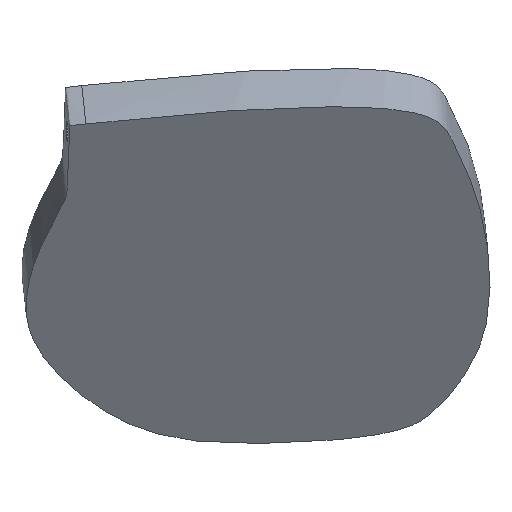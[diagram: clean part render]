
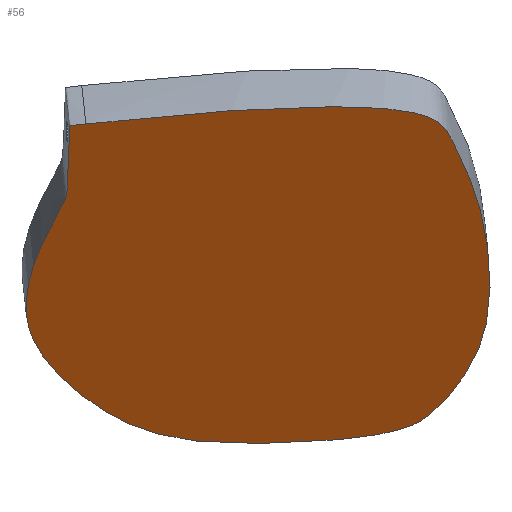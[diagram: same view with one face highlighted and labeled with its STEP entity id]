
A CAD part, left-side view. The second image highlights one B-rep face of the part: STEP entity #56.
In plain terms, the highlighted planar face has unit normal (-0.838, -0.043, -0.545).
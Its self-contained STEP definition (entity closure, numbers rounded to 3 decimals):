
#56=ADVANCED_FACE('',(#71),#72,.T.);
#71=FACE_OUTER_BOUND('',#437,.T.);
#72=PLANE('',#438);
#437=EDGE_LOOP('',(#473,#474));
#438=AXIS2_PLACEMENT_3D('',#475,#476,#477);
#473=ORIENTED_EDGE('',*,*,#487,.F.);
#474=ORIENTED_EDGE('',*,*,#495,.F.);
#475=CARTESIAN_POINT('',(1.272,-61.934,19.865));
#476=DIRECTION('',(-0.838,-0.043,-0.545));
#477=DIRECTION('',(0.,-0.997,0.078));
#487=EDGE_CURVE('',#502,#498,#504,.T.);
#495=EDGE_CURVE('',#498,#502,#517,.T.);
#498=VERTEX_POINT('',#520);
#502=VERTEX_POINT('',#570);
#504=B_SPLINE_CURVE_WITH_KNOTS('',3,(#573,#574,#575,#576,#577,#578,#579,#580,#581,#582,#583,#584,#585,#586,#587,#588,#589,#590,#591,#592,#593,#594,#595,#596,#597,#598,#599,#600,#601,#602,#603,#604,#605,#606,#607,#608,#609,#610,#611,#612,#613,#614,#615,#616,#617,#618),.UNSPECIFIED.,.F.,.F.,(4,3,3,3,3,3,3,3,3,3,3,3,3,3,3,4),(0.0,8.159,18.341,27.476,33.079,36.326,39.635,45.716,52.875,59.132,64.368,69.755,74.199,77.141,81.193,84.122),.UNSPECIFIED.);
#517=B_SPLINE_CURVE_WITH_KNOTS('',3,(#696,#697,#698,#699,#700,#701,#702,#703,#704,#705,#706,#707,#708,#709,#710,#711,#712,#713,#714,#715,#716,#717,#718,#719,#720,#721,#722,#723,#724,#725,#726,#727,#728,#729,#730,#731,#732,#733,#734,#735,#736,#737,#738,#739,#740,#741),.UNSPECIFIED.,.F.,.F.,(4,3,3,3,3,3,3,3,3,3,3,3,3,3,3,4),(84.122,87.05,94.484,100.336,105.3,110.427,115.955,120.612,124.856,130.155,135.389,137.911,140.508,144.52,146.301,148.167),.UNSPECIFIED.);
#520=CARTESIAN_POINT('',(24.796,-39.678,-18.052));
#570=CARTESIAN_POINT('',(2.77,-14.211,13.826));
#573=CARTESIAN_POINT('',(2.77,-14.211,13.826));
#574=CARTESIAN_POINT('',(2.746,-15.814,13.989));
#575=CARTESIAN_POINT('',(2.684,-19.002,14.333));
#576=CARTESIAN_POINT('',(2.654,-22.328,14.639));
#577=CARTESIAN_POINT('',(2.625,-25.653,14.945));
#578=CARTESIAN_POINT('',(2.628,-29.117,15.212));
#579=CARTESIAN_POINT('',(2.691,-32.481,15.378));
#580=CARTESIAN_POINT('',(2.754,-35.845,15.543));
#581=CARTESIAN_POINT('',(2.879,-39.109,15.608));
#582=CARTESIAN_POINT('',(3.049,-41.602,15.541));
#583=CARTESIAN_POINT('',(3.22,-44.094,15.474));
#584=CARTESIAN_POINT('',(3.436,-45.814,15.275));
#585=CARTESIAN_POINT('',(3.681,-47.122,15.));
#586=CARTESIAN_POINT('',(3.927,-48.43,14.725));
#587=CARTESIAN_POINT('',(4.201,-49.326,14.374));
#588=CARTESIAN_POINT('',(4.564,-49.955,13.865));
#589=CARTESIAN_POINT('',(4.927,-50.585,13.356));
#590=CARTESIAN_POINT('',(5.379,-50.946,12.689));
#591=CARTESIAN_POINT('',(6.176,-51.531,11.509));
#592=CARTESIAN_POINT('',(6.974,-52.116,10.329));
#593=CARTESIAN_POINT('',(8.116,-52.923,8.635));
#594=CARTESIAN_POINT('',(9.371,-53.544,6.754));
#595=CARTESIAN_POINT('',(10.625,-54.165,4.874));
#596=CARTESIAN_POINT('',(11.991,-54.599,2.807));
#597=CARTESIAN_POINT('',(13.247,-54.822,0.893));
#598=CARTESIAN_POINT('',(14.503,-55.045,-1.02));
#599=CARTESIAN_POINT('',(15.648,-55.058,-2.781));
#600=CARTESIAN_POINT('',(16.653,-54.923,-4.336));
#601=CARTESIAN_POINT('',(17.658,-54.788,-5.892));
#602=CARTESIAN_POINT('',(18.521,-54.505,-7.242));
#603=CARTESIAN_POINT('',(19.406,-53.945,-8.647));
#604=CARTESIAN_POINT('',(20.291,-53.386,-10.051));
#605=CARTESIAN_POINT('',(21.197,-52.55,-11.51));
#606=CARTESIAN_POINT('',(21.95,-51.606,-12.742));
#607=CARTESIAN_POINT('',(22.703,-50.663,-13.974));
#608=CARTESIAN_POINT('',(23.304,-49.612,-14.979));
#609=CARTESIAN_POINT('',(23.691,-48.761,-15.641));
#610=CARTESIAN_POINT('',(24.078,-47.909,-16.303));
#611=CARTESIAN_POINT('',(24.252,-47.257,-16.622));
#612=CARTESIAN_POINT('',(24.399,-46.263,-16.925));
#613=CARTESIAN_POINT('',(24.545,-45.268,-17.229));
#614=CARTESIAN_POINT('',(24.664,-43.93,-17.516));
#615=CARTESIAN_POINT('',(24.732,-42.32,-17.747));
#616=CARTESIAN_POINT('',(24.767,-41.515,-17.863));
#617=CARTESIAN_POINT('',(24.788,-40.642,-17.964));
#618=CARTESIAN_POINT('',(24.796,-39.678,-18.052));
#696=CARTESIAN_POINT('',(24.796,-39.678,-18.052));
#697=CARTESIAN_POINT('',(24.805,-38.714,-18.14));
#698=CARTESIAN_POINT('',(24.799,-37.66,-18.215));
#699=CARTESIAN_POINT('',(24.78,-36.493,-18.276));
#700=CARTESIAN_POINT('',(24.741,-34.158,-18.399));
#701=CARTESIAN_POINT('',(24.644,-31.37,-18.469));
#702=CARTESIAN_POINT('',(24.494,-29.07,-18.417));
#703=CARTESIAN_POINT('',(24.343,-26.77,-18.365));
#704=CARTESIAN_POINT('',(24.137,-24.957,-18.191));
#705=CARTESIAN_POINT('',(23.851,-23.296,-17.88));
#706=CARTESIAN_POINT('',(23.564,-21.635,-17.569));
#707=CARTESIAN_POINT('',(23.196,-20.127,-17.122));
#708=CARTESIAN_POINT('',(22.722,-18.69,-16.505));
#709=CARTESIAN_POINT('',(22.248,-17.254,-15.889));
#710=CARTESIAN_POINT('',(21.668,-15.891,-15.103));
#711=CARTESIAN_POINT('',(20.96,-14.537,-14.12));
#712=CARTESIAN_POINT('',(20.251,-13.182,-13.137));
#713=CARTESIAN_POINT('',(19.415,-11.837,-11.956));
#714=CARTESIAN_POINT('',(18.613,-10.819,-10.803));
#715=CARTESIAN_POINT('',(17.811,-9.801,-9.649));
#716=CARTESIAN_POINT('',(17.044,-9.11,-8.523));
#717=CARTESIAN_POINT('',(16.305,-8.684,-7.42));
#718=CARTESIAN_POINT('',(15.566,-8.259,-6.318));
#719=CARTESIAN_POINT('',(14.857,-8.099,-5.239));
#720=CARTESIAN_POINT('',(14.017,-8.198,-3.94));
#721=CARTESIAN_POINT('',(13.178,-8.296,-2.642));
#722=CARTESIAN_POINT('',(12.209,-8.652,-1.124));
#723=CARTESIAN_POINT('',(11.241,-9.255,0.412));
#724=CARTESIAN_POINT('',(10.272,-9.858,1.949));
#725=CARTESIAN_POINT('',(9.304,-10.708,3.505));
#726=CARTESIAN_POINT('',(8.683,-11.265,4.502));
#727=CARTESIAN_POINT('',(8.063,-11.821,5.5));
#728=CARTESIAN_POINT('',(7.79,-12.086,5.94));
#729=CARTESIAN_POINT('',(7.453,-12.223,6.468));
#730=CARTESIAN_POINT('',(7.117,-12.359,6.997));
#731=CARTESIAN_POINT('',(6.716,-12.369,7.613));
#732=CARTESIAN_POINT('',(6.052,-12.389,8.637));
#733=CARTESIAN_POINT('',(5.387,-12.409,9.66));
#734=CARTESIAN_POINT('',(4.459,-12.44,11.09));
#735=CARTESIAN_POINT('',(3.868,-12.472,12.002));
#736=CARTESIAN_POINT('',(3.277,-12.504,12.913));
#737=CARTESIAN_POINT('',(3.023,-12.536,13.306));
#738=CARTESIAN_POINT('',(2.902,-12.562,13.494));
#739=CARTESIAN_POINT('',(2.782,-12.588,13.681));
#740=CARTESIAN_POINT('',(2.794,-12.607,13.663));
#741=CARTESIAN_POINT('',(2.77,-14.211,13.826));
